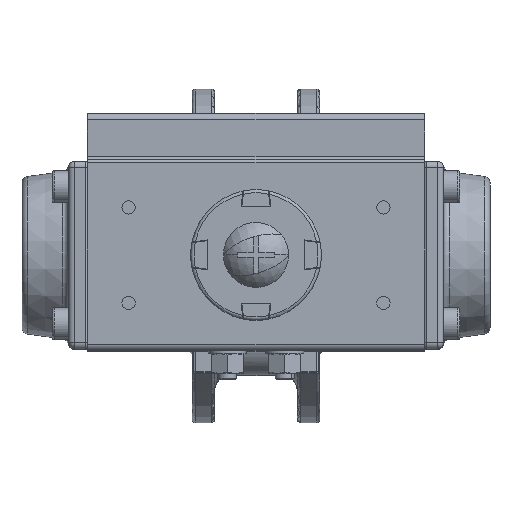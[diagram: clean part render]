
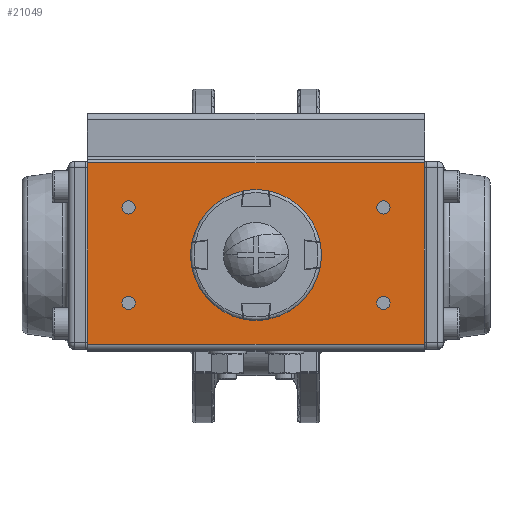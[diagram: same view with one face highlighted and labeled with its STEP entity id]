
A CAD part, top view. The second image highlights one B-rep face of the part: STEP entity #21049.
In plain terms, the highlighted planar face has unit normal (0, 0, 1).
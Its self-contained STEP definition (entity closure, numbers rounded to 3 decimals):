
#20910=CARTESIAN_POINT('',(53.,-27.911,125.5));
#20911=DIRECTION('',(0.,0.,-1.));
#20912=DIRECTION('',(-1.,-0.,-0.));
#20913=AXIS2_PLACEMENT_3D('',#20910,#20911,#20912);
#20914=PLANE('',#20913);
#20915=CARTESIAN_POINT('',(-37.9,-14.911,125.5));
#20916=VERTEX_POINT('',#20915);
#20917=CARTESIAN_POINT('',(-42.1,-14.911,125.5));
#20918=VERTEX_POINT('',#20917);
#20919=CARTESIAN_POINT('',(-40.,-14.911,125.5));
#20920=DIRECTION('',(-0.,-0.,1.));
#20921=DIRECTION('',(1.,0.,0.));
#20922=AXIS2_PLACEMENT_3D('',#20919,#20920,#20921);
#20923=CIRCLE('',#20922,2.1);
#20924=EDGE_CURVE('NONE',#20916,#20918,#20923,.T.);
#20925=ORIENTED_EDGE('',*,*,#20924,.F.);
#20926=CARTESIAN_POINT('',(-40.,-14.911,125.5));
#20927=DIRECTION('',(-0.,-0.,1.));
#20928=DIRECTION('',(1.,0.,0.));
#20929=AXIS2_PLACEMENT_3D('',#20926,#20927,#20928);
#20930=CIRCLE('',#20929,2.1);
#20931=EDGE_CURVE('NONE',#20918,#20916,#20930,.T.);
#20932=ORIENTED_EDGE('',*,*,#20931,.F.);
#20933=EDGE_LOOP('',(#20925,#20932));
#20934=FACE_BOUND('',#20933,.T.);
#20935=CARTESIAN_POINT('',(-37.9,15.089,125.5));
#20936=VERTEX_POINT('',#20935);
#20937=CARTESIAN_POINT('',(-42.1,15.089,125.5));
#20938=VERTEX_POINT('',#20937);
#20939=CARTESIAN_POINT('',(-40.,15.089,125.5));
#20940=DIRECTION('',(-0.,-0.,1.));
#20941=DIRECTION('',(1.,0.,0.));
#20942=AXIS2_PLACEMENT_3D('',#20939,#20940,#20941);
#20943=CIRCLE('',#20942,2.1);
#20944=EDGE_CURVE('NONE',#20936,#20938,#20943,.T.);
#20945=ORIENTED_EDGE('',*,*,#20944,.F.);
#20946=CARTESIAN_POINT('',(-40.,15.089,125.5));
#20947=DIRECTION('',(-0.,-0.,1.));
#20948=DIRECTION('',(1.,0.,0.));
#20949=AXIS2_PLACEMENT_3D('',#20946,#20947,#20948);
#20950=CIRCLE('',#20949,2.1);
#20951=EDGE_CURVE('NONE',#20938,#20936,#20950,.T.);
#20952=ORIENTED_EDGE('',*,*,#20951,.F.);
#20953=EDGE_LOOP('',(#20945,#20952));
#20954=FACE_BOUND('',#20953,.T.);
#20955=CARTESIAN_POINT('',(42.1,15.089,125.5));
#20956=VERTEX_POINT('',#20955);
#20957=CARTESIAN_POINT('',(37.9,15.089,125.5));
#20958=VERTEX_POINT('',#20957);
#20959=CARTESIAN_POINT('',(40.,15.089,125.5));
#20960=DIRECTION('',(-0.,-0.,1.));
#20961=DIRECTION('',(1.,0.,0.));
#20962=AXIS2_PLACEMENT_3D('',#20959,#20960,#20961);
#20963=CIRCLE('',#20962,2.1);
#20964=EDGE_CURVE('NONE',#20956,#20958,#20963,.T.);
#20965=ORIENTED_EDGE('',*,*,#20964,.F.);
#20966=CARTESIAN_POINT('',(40.,15.089,125.5));
#20967=DIRECTION('',(-0.,-0.,1.));
#20968=DIRECTION('',(1.,0.,0.));
#20969=AXIS2_PLACEMENT_3D('',#20966,#20967,#20968);
#20970=CIRCLE('',#20969,2.1);
#20971=EDGE_CURVE('NONE',#20958,#20956,#20970,.T.);
#20972=ORIENTED_EDGE('',*,*,#20971,.F.);
#20973=EDGE_LOOP('',(#20965,#20972));
#20974=FACE_BOUND('',#20973,.T.);
#20975=CARTESIAN_POINT('',(42.1,-14.911,125.5));
#20976=VERTEX_POINT('',#20975);
#20977=CARTESIAN_POINT('',(37.9,-14.911,125.5));
#20978=VERTEX_POINT('',#20977);
#20979=CARTESIAN_POINT('',(40.,-14.911,125.5));
#20980=DIRECTION('',(-0.,-0.,1.));
#20981=DIRECTION('',(1.,0.,0.));
#20982=AXIS2_PLACEMENT_3D('',#20979,#20980,#20981);
#20983=CIRCLE('',#20982,2.1);
#20984=EDGE_CURVE('NONE',#20976,#20978,#20983,.T.);
#20985=ORIENTED_EDGE('',*,*,#20984,.F.);
#20986=CARTESIAN_POINT('',(40.,-14.911,125.5));
#20987=DIRECTION('',(-0.,-0.,1.));
#20988=DIRECTION('',(1.,0.,0.));
#20989=AXIS2_PLACEMENT_3D('',#20986,#20987,#20988);
#20990=CIRCLE('',#20989,2.1);
#20991=EDGE_CURVE('NONE',#20978,#20976,#20990,.T.);
#20992=ORIENTED_EDGE('',*,*,#20991,.F.);
#20993=EDGE_LOOP('',(#20985,#20992));
#20994=FACE_BOUND('',#20993,.T.);
#20995=CARTESIAN_POINT('',(52.787,29.089,125.5));
#20996=VERTEX_POINT('',#20995);
#20997=CARTESIAN_POINT('',(-52.786,29.089,125.5));
#20998=VERTEX_POINT('',#20997);
#20999=CARTESIAN_POINT('',(52.787,29.089,125.5));
#21000=DIRECTION('',(-1.,-0.,-0.));
#21001=VECTOR('',#21000,105.573);
#21002=LINE('',#20999,#21001);
#21003=EDGE_CURVE('',#20996,#20998,#21002,.T.);
#21004=ORIENTED_EDGE('',*,*,#21003,.T.);
#21005=CARTESIAN_POINT('',(-52.786,-27.911,125.5));
#21006=VERTEX_POINT('',#21005);
#21007=CARTESIAN_POINT('',(-52.786,29.089,125.5));
#21008=DIRECTION('',(0.,-1.,0.));
#21009=VECTOR('',#21008,57.);
#21010=LINE('',#21007,#21009);
#21011=EDGE_CURVE('',#20998,#21006,#21010,.T.);
#21012=ORIENTED_EDGE('',*,*,#21011,.T.);
#21013=CARTESIAN_POINT('',(52.787,-27.911,125.5));
#21014=VERTEX_POINT('',#21013);
#21015=CARTESIAN_POINT('',(52.787,-27.911,125.5));
#21016=DIRECTION('',(-1.,-0.,-0.));
#21017=VECTOR('',#21016,105.573);
#21018=LINE('',#21015,#21017);
#21019=EDGE_CURVE('',#21014,#21006,#21018,.T.);
#21020=ORIENTED_EDGE('',*,*,#21019,.F.);
#21021=CARTESIAN_POINT('',(52.787,-27.911,125.5));
#21022=DIRECTION('',(-0.,1.,-0.));
#21023=VECTOR('',#21022,57.);
#21024=LINE('',#21021,#21023);
#21025=EDGE_CURVE('',#21014,#20996,#21024,.T.);
#21026=ORIENTED_EDGE('',*,*,#21025,.T.);
#21027=EDGE_LOOP('',(#21004,#21012,#21020,#21026));
#21028=FACE_BOUND('',#21027,.T.);
#21029=CARTESIAN_POINT('',(7.,0.089,125.5));
#21030=VERTEX_POINT('',#21029);
#21031=CARTESIAN_POINT('',(-7.,0.089,125.5));
#21032=VERTEX_POINT('',#21031);
#21033=CARTESIAN_POINT('',(0.,0.089,125.5));
#21034=DIRECTION('',(0.,0.,-1.));
#21035=DIRECTION('',(1.,0.,0.));
#21036=AXIS2_PLACEMENT_3D('',#21033,#21034,#21035);
#21037=CIRCLE('',#21036,7.);
#21038=EDGE_CURVE('',#21030,#21032,#21037,.T.);
#21039=ORIENTED_EDGE('',*,*,#21038,.T.);
#21040=CARTESIAN_POINT('',(0.,0.089,125.5));
#21041=DIRECTION('',(0.,0.,-1.));
#21042=DIRECTION('',(1.,0.,0.));
#21043=AXIS2_PLACEMENT_3D('',#21040,#21041,#21042);
#21044=CIRCLE('',#21043,7.);
#21045=EDGE_CURVE('',#21032,#21030,#21044,.T.);
#21046=ORIENTED_EDGE('',*,*,#21045,.T.);
#21047=EDGE_LOOP('',(#21039,#21046));
#21048=FACE_BOUND('',#21047,.T.);
#21049=ADVANCED_FACE('',(#20934,#20954,#20974,#20994,#21028,#21048),#20914,.F.);
